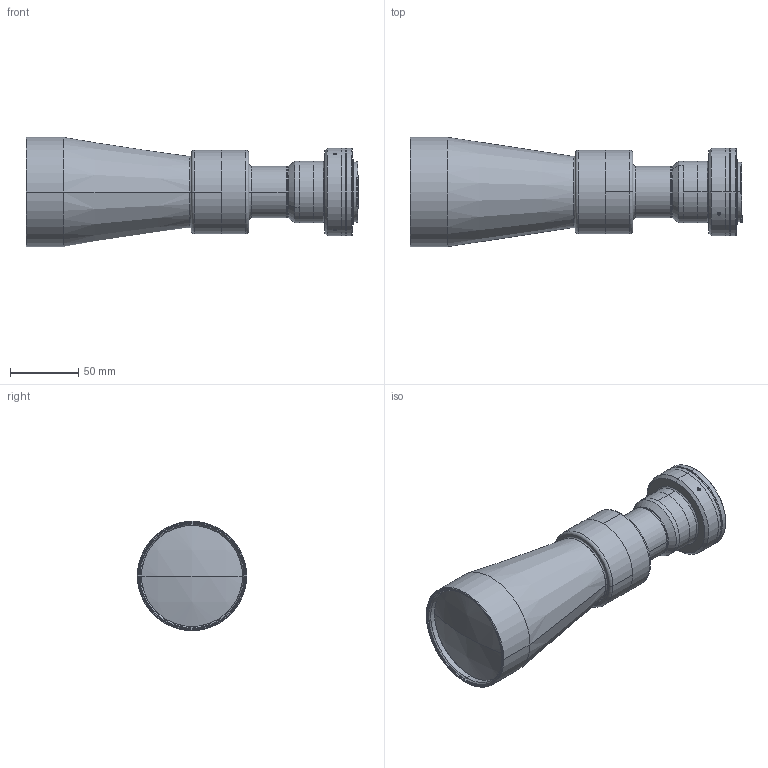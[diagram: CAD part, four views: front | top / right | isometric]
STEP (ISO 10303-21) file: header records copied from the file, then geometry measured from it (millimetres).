
FILE_DESCRIPTION (( 'STEP AP203' ), '1' );
FILE_NAME ('DP32111-A_TC4MHRP056-F.step', '2022-06-13T08:28:02', ( '' ), ( '' ), 'SwSTEP 2.0', 'SolidWorks 2021', '' );
FILE_SCHEMA (( 'CONFIG_CONTROL_DESIGN' ));
Length unit declared in the file: millimetre
Products named in the file (1): DP32111-A_TC4MHRP056-F
Bounding box: 242.88 x 80 x 80 mm (x, y, z)
Surface area: 70809.1 mm2 (no closed solid volume)
Topology: 0 solids, 18 shells, 152 faces, 433 edges, 296 vertices
Faces by surface type: cylinder 63, plane 51, cone 22, torus 12, sphere 4
Entity records: 5284 total; most frequent: CARTESIAN_POINT 1164, DIRECTION 932, ORIENTED_EDGE 712, EDGE_CURVE 433, AXIS2_PLACEMENT_3D 376, VERTEX_POINT 296, CIRCLE 223, VECTOR 180
